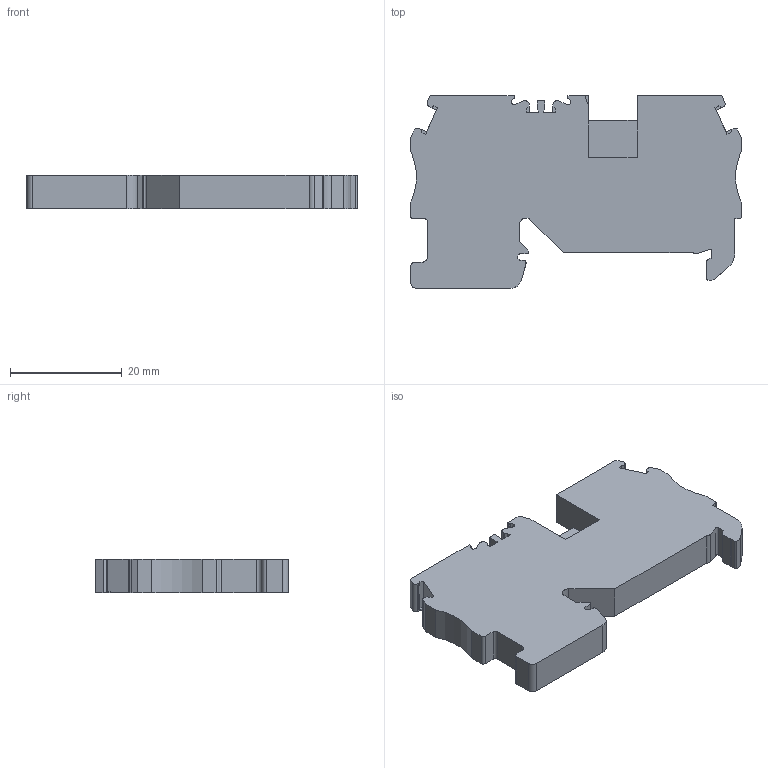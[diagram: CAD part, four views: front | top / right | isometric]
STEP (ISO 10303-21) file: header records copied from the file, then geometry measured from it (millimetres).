
FILE_DESCRIPTION(/* description */ ('Unknown'),/* implementation_level */ '2;1');
FILE_NAME(/* name */ 'DSET4_GN_3D',/* time_stamp */ '2019-10-03T17:18:15+06:00',/* author */ ('Unknown'),/* organization */ ('Unknown'),/* preprocessor_version */ 'ST-DEVELOPER v16.7',/* originating_system */ 'DEX',/* authorisation */ $);
FILE_SCHEMA (('AUTOMOTIVE_DESIGN {1 0 10303 214 3 1 1}'));
Length unit declared in the file: millimetre
Products named in the file (1): DSET4
Bounding box: 59 x 34.4 x 6 mm (x, y, z)
Volume: 8794.5 mm3; surface area: 5295.7 mm2
Topology: 1 solids, 1 shells, 157 faces, 451 edges, 301 vertices
Faces by surface type: plane 116, cylinder 41
Full cylindrical faces by diameter (mm): 5 x2
Entity records: 5126 total; most frequent: CARTESIAN_POINT 906, ORIENTED_EDGE 896, DIRECTION 846, EDGE_CURVE 448, LINE 366, VECTOR 366, VERTEX_POINT 300, AXIS2_PLACEMENT_3D 240
